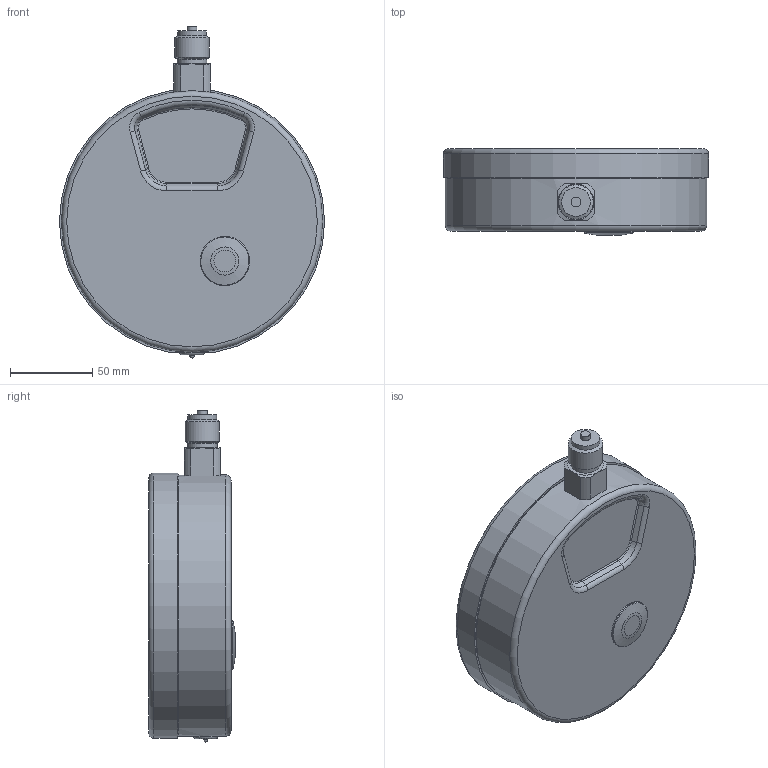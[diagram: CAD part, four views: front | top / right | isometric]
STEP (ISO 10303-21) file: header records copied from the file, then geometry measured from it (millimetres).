
FILE_DESCRIPTION(/* description */ (''),/* implementation_level */ '2;1');
FILE_NAME(/* name */ 'RF160Ch_D402_852XX402.stp',/* time_stamp */ '2018-01-30T12:42:28+01:00',/* author */ ('acgl'),/* organization */ (''),/* preprocessor_version */ 'ST-DEVELOPER v15.6',/* originating_system */ 'Autodesk Inventor 2015',/* authorisation */ '');
FILE_SCHEMA (('AUTOMOTIVE_DESIGN { 1 0 10303 214 3 1 1 }'));
Length unit declared in the file: centimetre
Products named in the file (1): RF160Ch_D402_852XX402
Bounding box: 161.3 x 52.5 x 202 mm (x, y, z)
Volume: 947401.5 mm3; surface area: 68955.1 mm2
Topology: 1 solids, 1 shells, 69 faces, 147 edges, 87 vertices
Faces by surface type: cylinder 21, plane 18, torus 16, cone 12, bspline 1, sphere 1
Full cylindrical faces by diameter (mm): 2.5 x1, 6 x1, 15 x1, 17.5 x1, 18 x1, 20.96 x1, 30 x1, 159 x1, 161.3 x1
Entity records: 1918 total; most frequent: CARTESIAN_POINT 376, DIRECTION 324, ORIENTED_EDGE 252, AXIS2_PLACEMENT_3D 146, EDGE_CURVE 124, EDGE_LOOP 95, VERTEX_POINT 83, CIRCLE 77
